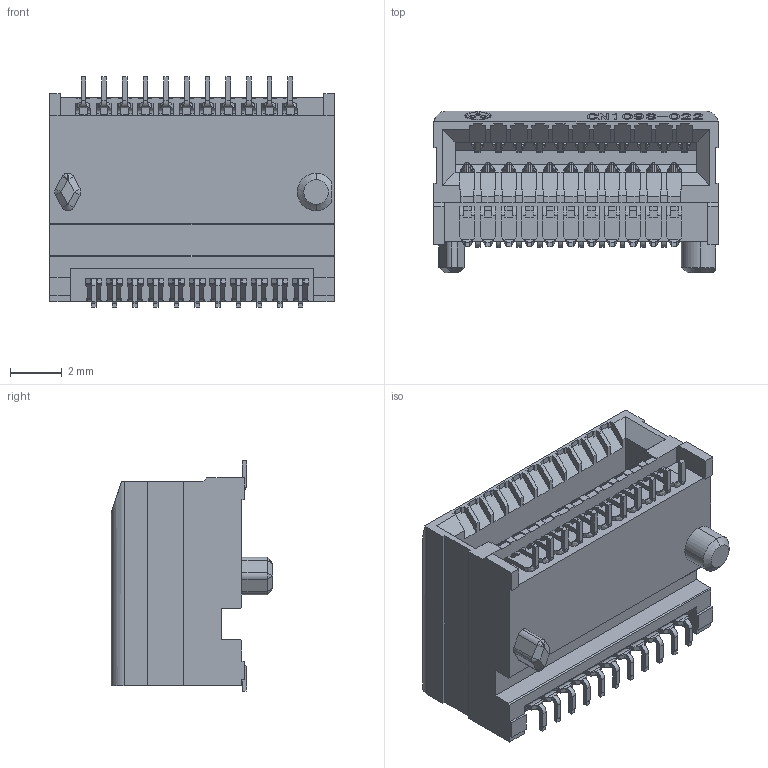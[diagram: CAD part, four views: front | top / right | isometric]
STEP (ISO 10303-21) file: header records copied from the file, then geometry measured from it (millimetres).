
FILE_DESCRIPTION (( 'STEP AP203' ), '1' );
FILE_NAME ('DSFP-Host-connector_20191119.STEP', '2019-11-19T03:59:53', ( '' ), ( '' ), 'SwSTEP 2.0', 'SolidWorks 2018', '' );
FILE_SCHEMA (( 'CONFIG_CONTROL_DESIGN' ));
Products named in the file (1): DSFP-Host-connector_20191119
Bounding box: 11 x 6.25 x 8.9 mm (x, y, z)
Volume: 308.8 mm3; surface area: 686.3 mm2
Topology: 1 solids, 1 shells, 2207 faces, 6210 edges, 3958 vertices
Faces by surface type: plane 1190, bspline 537, cylinder 396, torus 77, cone 7
Entity records: 82855 total; most frequent: CARTESIAN_POINT 30269, ORIENTED_EDGE 12410, DIRECTION 8725, EDGE_CURVE 6205, VERTEX_POINT 3958, VECTOR 3817, LINE 3817, AXIS2_PLACEMENT_3D 2454
